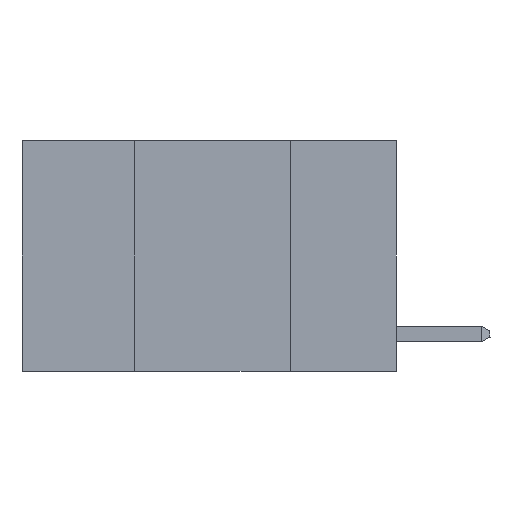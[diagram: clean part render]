
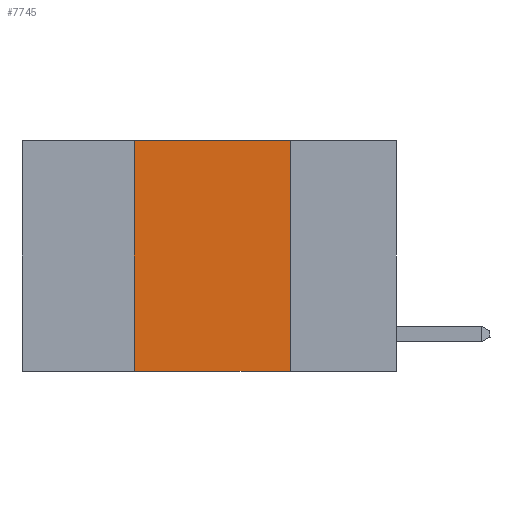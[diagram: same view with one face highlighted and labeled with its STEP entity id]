
A CAD part, left-side view. The second image highlights one B-rep face of the part: STEP entity #7745.
In plain terms, the highlighted planar face has unit normal (-1, 0, 0).
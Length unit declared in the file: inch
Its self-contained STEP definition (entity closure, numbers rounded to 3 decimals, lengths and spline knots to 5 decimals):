
#15 = CARTESIAN_POINT ( 'NONE',  ( 0., 0.6, 0. ) ) ;
#65 = AXIS2_PLACEMENT_3D ( 'NONE', #15, #159, #8690 ) ;
#159 = DIRECTION ( 'NONE',  ( 1., 0., 0. ) ) ;
#781 = EDGE_CURVE ( 'NONE', #8181, #4050, #5216, .T. ) ;
#809 = DIRECTION ( 'NONE',  ( 0., -1., 0. ) ) ;
#1122 = VERTEX_POINT ( 'NONE', #3868 ) ;
#1397 = VECTOR ( 'NONE', #1441, 39.37008 ) ;
#1412 = DIRECTION ( 'NONE',  ( 0., -1., 0. ) ) ;
#1441 = DIRECTION ( 'NONE',  ( 0., 0., -1. ) ) ;
#1787 = ORIENTED_EDGE ( 'NONE', *, *, #781, .F. ) ;
#2125 = LINE ( 'NONE', #2162, #9138 ) ;
#2162 = CARTESIAN_POINT ( 'NONE',  ( 0., 0.6, -0.37 ) ) ;
#2977 = EDGE_CURVE ( 'NONE', #4050, #8017, #7885, .T. ) ;
#2984 = CARTESIAN_POINT ( 'NONE',  ( 0., 0.42, 0. ) ) ;
#3140 = LINE ( 'NONE', #2984, #5056 ) ;
#3765 = ORIENTED_EDGE ( 'NONE', *, *, #2977, .F. ) ;
#3868 = CARTESIAN_POINT ( 'NONE',  ( 0., 0.42, -0.37 ) ) ;
#3881 = ORIENTED_EDGE ( 'NONE', *, *, #5010, .F. ) ;
#3892 = DIRECTION ( 'NONE',  ( 0., 0., 1. ) ) ;
#3921 = EDGE_LOOP ( 'NONE', ( #3765, #1787, #3881, #4464 ) ) ;
#4050 = VERTEX_POINT ( 'NONE', #6101 ) ;
#4298 = CARTESIAN_POINT ( 'NONE',  ( 0., 0.6, 0. ) ) ;
#4464 = ORIENTED_EDGE ( 'NONE', *, *, #6268, .T. ) ;
#4632 = CARTESIAN_POINT ( 'NONE',  ( 0., 0.17, -0.37 ) ) ;
#5010 = EDGE_CURVE ( 'NONE', #1122, #8181, #3140, .T. ) ;
#5056 = VECTOR ( 'NONE', #3892, 39.37008 ) ;
#5121 = FACE_OUTER_BOUND ( 'NONE', #3921, .T. ) ;
#5216 = LINE ( 'NONE', #4298, #9011 ) ;
#6101 = CARTESIAN_POINT ( 'NONE',  ( 0., 0.17, 0. ) ) ;
#6268 = EDGE_CURVE ( 'NONE', #1122, #8017, #2125, .T. ) ;
#7350 = PLANE ( 'NONE',  #65 ) ;
#7652 = CARTESIAN_POINT ( 'NONE',  ( 0., 0.42, 0. ) ) ;
#7745 = ADVANCED_FACE ( 'NONE', ( #5121 ), #7350, .F. ) ;
#7838 = CARTESIAN_POINT ( 'NONE',  ( 0., 0.17, 0. ) ) ;
#7885 = LINE ( 'NONE', #7838, #1397 ) ;
#8017 = VERTEX_POINT ( 'NONE', #4632 ) ;
#8181 = VERTEX_POINT ( 'NONE', #7652 ) ;
#8690 = DIRECTION ( 'NONE',  ( 0., 0., -1. ) ) ;
#9011 = VECTOR ( 'NONE', #809, 39.37008 ) ;
#9138 = VECTOR ( 'NONE', #1412, 39.37008 ) ;
